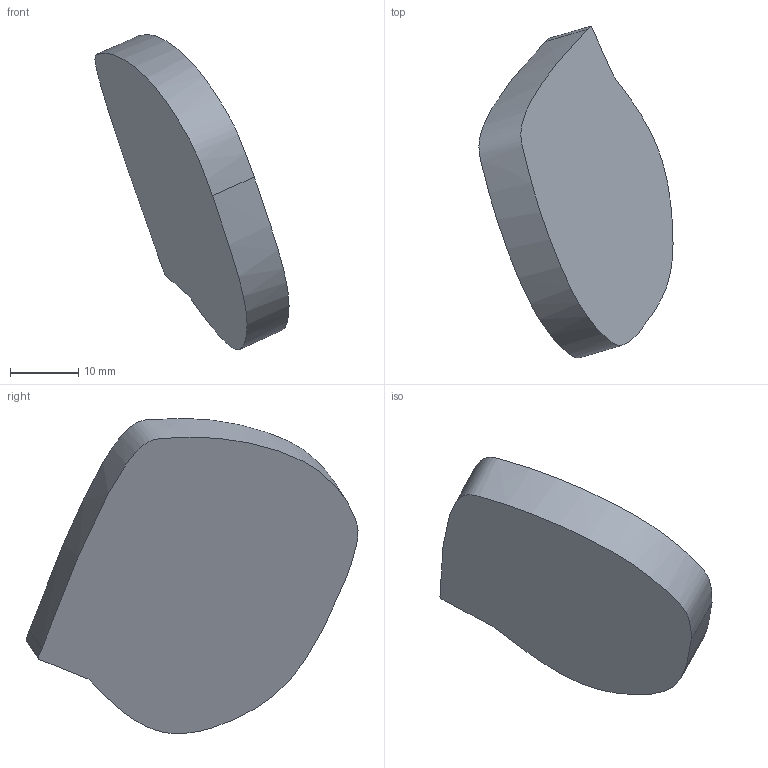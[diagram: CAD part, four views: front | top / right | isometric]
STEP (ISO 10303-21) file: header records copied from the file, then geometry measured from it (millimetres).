
FILE_DESCRIPTION(('STEP AP214'),'1');
FILE_NAME('Endocardial_01_IPG.step','2024-02-05T21:39:35',(' '),('ANSOFT Corporation'),'Spatial InterOp 3D',' ',' ');
FILE_SCHEMA(('AUTOMOTIVE_DESIGN { 1 0 10303 214 1 1 1 1 }'));
Length unit declared in the file: millimetre
Products named in the file (1): IPG
Bounding box: 28.49 x 48.74 x 46.3 mm (x, y, z)
Volume: 11273.3 mm3; surface area: 4250.8 mm2
Topology: 1 solids, 1 shells, 7 faces, 13 edges, 9 vertices
Faces by surface type: plane 3, bspline 2, cylinder 2
Entity records: 776 total; most frequent: CARTESIAN_POINT 626, ORIENTED_EDGE 26, DIRECTION 19, EDGE_CURVE 13, VERTEX_POINT 9, AXIS2_PLACEMENT_3D 8, EDGE_LOOP 8, B_SPLINE_CURVE_WITH_KNOTS 8
